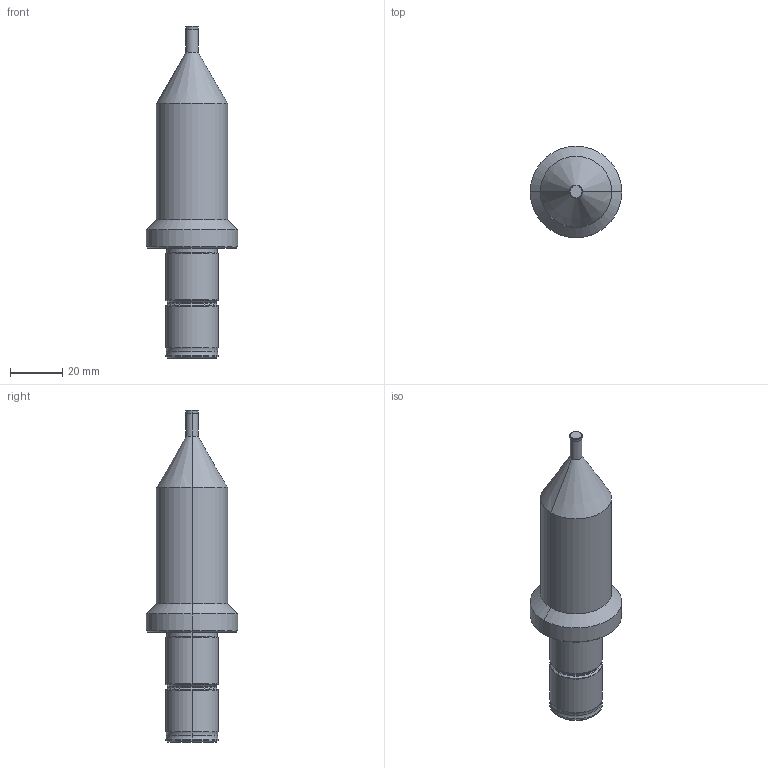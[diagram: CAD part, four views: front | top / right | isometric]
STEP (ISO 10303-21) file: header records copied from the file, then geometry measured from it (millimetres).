
FILE_DESCRIPTION (( 'STEP AP214' ), '1' );
FILE_NAME ('99146-0500S.STEP', '2016-12-19T10:30:56', ( 'User' ), ( 'GENUINE' ), 'SwSTEP 2.0', 'SolidWorks 2012', '' );
FILE_SCHEMA (( 'AUTOMOTIVE_DESIGN' ));
Length unit declared in the file: millimetre
Products named in the file (1): 99146-0500S
Bounding box: 35 x 35 x 127 mm (x, y, z)
Volume: 53345.6 mm3; surface area: 10012.5 mm2
Topology: 1 solids, 1 shells, 49 faces, 96 edges, 52 vertices
Faces by surface type: cylinder 18, cone 16, torus 10, plane 5
Entity records: 1333 total; most frequent: DIRECTION 258, CARTESIAN_POINT 198, ORIENTED_EDGE 192, AXIS2_PLACEMENT_3D 112, EDGE_CURVE 96, CIRCLE 62, VERTEX_POINT 52, EDGE_LOOP 52
